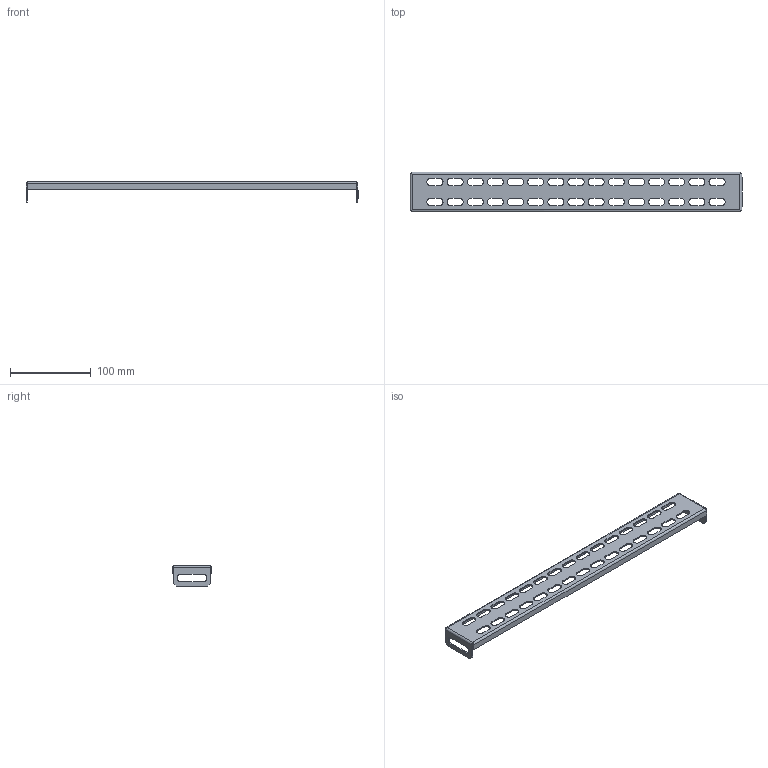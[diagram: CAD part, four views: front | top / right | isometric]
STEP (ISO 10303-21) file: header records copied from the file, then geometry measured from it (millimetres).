
FILE_DESCRIPTION (( 'STEP AP214' ), '1' );
FILE_NAME ('YKV-RP-412-450 Ðåéêà ïîïåðå÷íàÿ 412 äëÿ ÂÐÓ ÕÕÕÕõ450õÕÕÕ SMART.STEP', '2020-02-20T08:05:19', ( '' ), ( '' ), 'SwSTEP 2.0', 'SolidWorks 2017', '' );
FILE_SCHEMA (( 'AUTOMOTIVE_DESIGN' ));
Length unit declared in the file: millimetre
Products named in the file (1): YKV-RP-412-450 Ðåéêà ïîïåðå÷íàÿ 412 äëÿ ÂÐÓ ÕÕÕÕõ450õÕÕÕ SMART
Bounding box: 412 x 49.5 x 25 mm (x, y, z)
Volume: 34950.5 mm3; surface area: 50684.9 mm2
Topology: 1 solids, 1 shells, 208 faces, 586 edges, 380 vertices
Faces by surface type: cylinder 106, plane 94, bspline 8
Entity records: 7076 total; most frequent: CARTESIAN_POINT 1439, ORIENTED_EDGE 1172, DIRECTION 1168, EDGE_CURVE 586, AXIS2_PLACEMENT_3D 397, VERTEX_POINT 380, LINE 374, VECTOR 374
